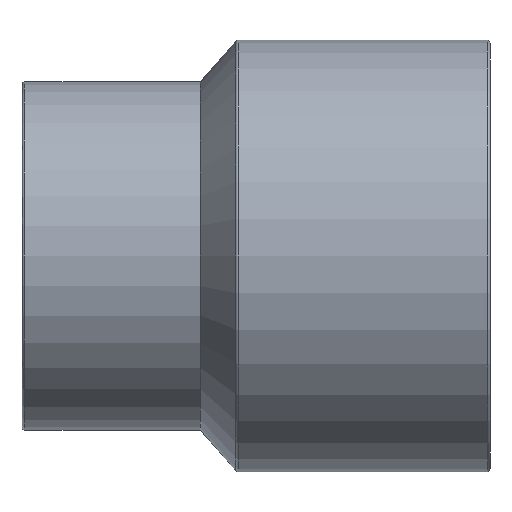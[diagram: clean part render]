
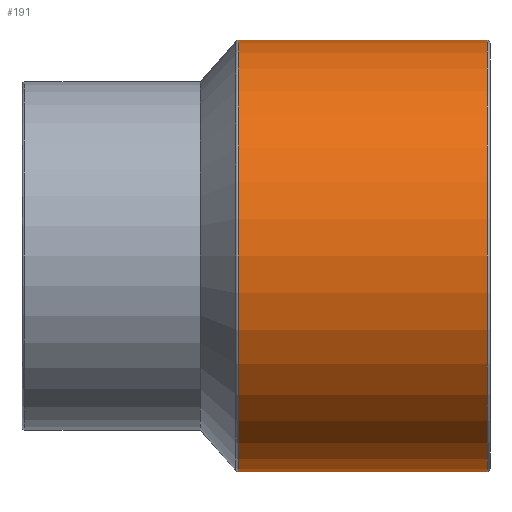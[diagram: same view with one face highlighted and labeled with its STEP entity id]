
A CAD part, front view. The second image highlights one B-rep face of the part: STEP entity #191.
In plain terms, the highlighted cylindrical face has radius 37.5 mm (diameter 75 mm), a full revolution.
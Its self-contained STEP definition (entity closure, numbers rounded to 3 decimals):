
#19=CYLINDRICAL_SURFACE('',#218,37.5);
#33=FACE_BOUND('',#74,.T.);
#50=FACE_OUTER_BOUND('',#73,.T.);
#73=EDGE_LOOP('',(#158));
#74=EDGE_LOOP('',(#159));
#101=CIRCLE('',#216,37.5);
#103=CIRCLE('',#219,37.5);
#118=VERTEX_POINT('',#327);
#120=VERTEX_POINT('',#332);
#135=EDGE_CURVE('',#118,#118,#101,.T.);
#137=EDGE_CURVE('',#120,#120,#103,.T.);
#158=ORIENTED_EDGE('',*,*,#137,.F.);
#159=ORIENTED_EDGE('',*,*,#135,.F.);
#191=ADVANCED_FACE('',(#50,#33),#19,.T.);
#216=AXIS2_PLACEMENT_3D('',#328,#264,#265);
#218=AXIS2_PLACEMENT_3D('',#331,#268,#269);
#219=AXIS2_PLACEMENT_3D('',#333,#270,#271);
#264=DIRECTION('center_axis',(-1.,0.,0.));
#265=DIRECTION('ref_axis',(0.,1.,0.));
#268=DIRECTION('center_axis',(-1.,0.,0.));
#269=DIRECTION('ref_axis',(0.,-1.,0.));
#270=DIRECTION('center_axis',(1.,0.,0.));
#271=DIRECTION('ref_axis',(0.,1.,0.));
#327=CARTESIAN_POINT('',(-24.48,-37.5,0.));
#328=CARTESIAN_POINT('Origin',(-24.48,0.,0.));
#331=CARTESIAN_POINT('Origin',(-2.707,0.,0.));
#332=CARTESIAN_POINT('',(18.793,-37.5,0.));
#333=CARTESIAN_POINT('Origin',(18.793,0.,0.));
